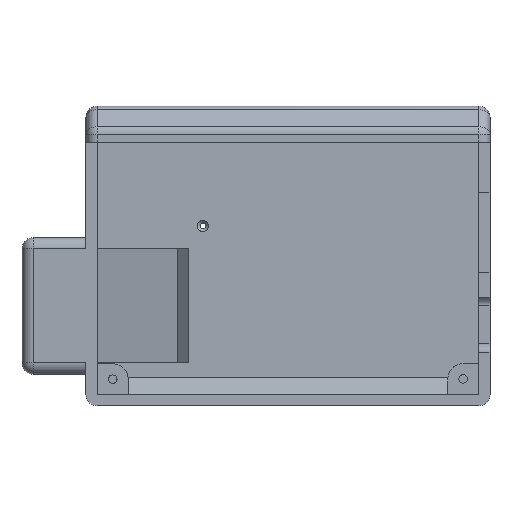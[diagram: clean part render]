
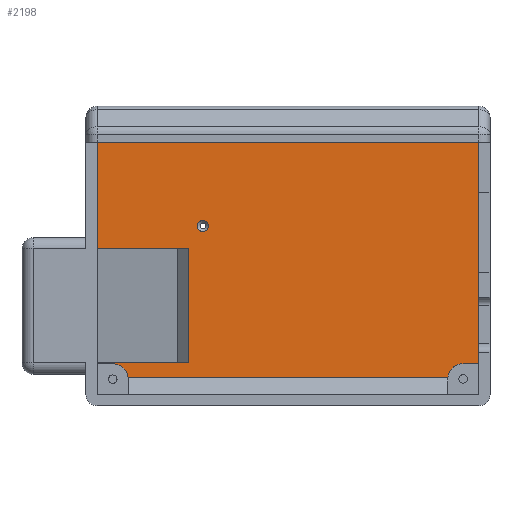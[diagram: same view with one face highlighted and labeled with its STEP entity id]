
A CAD part, front view. The second image highlights one B-rep face of the part: STEP entity #2198.
In plain terms, the highlighted planar face has unit normal (0, -1, 0).
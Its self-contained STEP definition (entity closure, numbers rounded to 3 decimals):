
#2098 = VERTEX_POINT('',#2099);
#2099 = CARTESIAN_POINT('',(11.799,22.05,-16.3));
#2105 = EDGE_CURVE('',#2106,#2098,#2108,.T.);
#2106 = VERTEX_POINT('',#2107);
#2107 = CARTESIAN_POINT('',(-4.2,22.05,-16.3));
#2108 = LINE('',#2109,#2110);
#2109 = CARTESIAN_POINT('',(-4.2,22.05,-16.3));
#2110 = VECTOR('',#2111,1.);
#2111 = DIRECTION('',(1.,0.,0.));
#2198 = ADVANCED_FACE('',(#2199,#2290),#2301,.F.);
#2199 = FACE_BOUND('',#2200,.F.);
#2200 = EDGE_LOOP('',(#2201,#2202,#2210,#2218,#2226,#2234,#2243,#2251,
    #2260,#2268,#2276,#2284));
#2201 = ORIENTED_EDGE('',*,*,#2105,.F.);
#2202 = ORIENTED_EDGE('',*,*,#2203,.F.);
#2203 = EDGE_CURVE('',#2204,#2106,#2206,.T.);
#2204 = VERTEX_POINT('',#2205);
#2205 = CARTESIAN_POINT('',(-4.2,22.05,3.7));
#2206 = LINE('',#2207,#2208);
#2207 = CARTESIAN_POINT('',(-4.2,22.05,6.7));
#2208 = VECTOR('',#2209,1.);
#2209 = DIRECTION('',(0.,0.,-1.));
#2210 = ORIENTED_EDGE('',*,*,#2211,.T.);
#2211 = EDGE_CURVE('',#2204,#2212,#2214,.T.);
#2212 = VERTEX_POINT('',#2213);
#2213 = CARTESIAN_POINT('',(62.62,22.05,3.7));
#2214 = LINE('',#2215,#2216);
#2215 = CARTESIAN_POINT('',(-4.2,22.05,3.7));
#2216 = VECTOR('',#2217,1.);
#2217 = DIRECTION('',(1.,0.,0.));
#2218 = ORIENTED_EDGE('',*,*,#2219,.T.);
#2219 = EDGE_CURVE('',#2212,#2220,#2222,.T.);
#2220 = VERTEX_POINT('',#2221);
#2221 = CARTESIAN_POINT('',(62.62,22.05,-36.4));
#2222 = LINE('',#2223,#2224);
#2223 = CARTESIAN_POINT('',(62.62,22.05,6.7));
#2224 = VECTOR('',#2225,1.);
#2225 = DIRECTION('',(0.,0.,-1.));
#2226 = ORIENTED_EDGE('',*,*,#2227,.T.);
#2227 = EDGE_CURVE('',#2220,#2228,#2230,.T.);
#2228 = VERTEX_POINT('',#2229);
#2229 = CARTESIAN_POINT('',(59.92,22.05,-36.4));
#2230 = LINE('',#2231,#2232);
#2231 = CARTESIAN_POINT('',(26.51,22.05,-36.4));
#2232 = VECTOR('',#2233,1.);
#2233 = DIRECTION('',(-1.,0.,0.));
#2234 = ORIENTED_EDGE('',*,*,#2235,.F.);
#2235 = EDGE_CURVE('',#2236,#2228,#2238,.T.);
#2236 = VERTEX_POINT('',#2237);
#2237 = CARTESIAN_POINT('',(57.237,22.05,-38.8));
#2238 = CIRCLE('',#2239,2.7);
#2239 = AXIS2_PLACEMENT_3D('',#2240,#2241,#2242);
#2240 = CARTESIAN_POINT('',(59.92,22.05,-39.1));
#2241 = DIRECTION('',(0.,1.,0.));
#2242 = DIRECTION('',(0.,0.,1.));
#2243 = ORIENTED_EDGE('',*,*,#2244,.F.);
#2244 = EDGE_CURVE('',#2245,#2236,#2247,.T.);
#2245 = VERTEX_POINT('',#2246);
#2246 = CARTESIAN_POINT('',(1.177,22.05,-38.8));
#2247 = LINE('',#2248,#2249);
#2248 = CARTESIAN_POINT('',(-4.2,22.05,-38.8));
#2249 = VECTOR('',#2250,1.);
#2250 = DIRECTION('',(1.,0.,0.));
#2251 = ORIENTED_EDGE('',*,*,#2252,.F.);
#2252 = EDGE_CURVE('',#2253,#2245,#2255,.T.);
#2253 = VERTEX_POINT('',#2254);
#2254 = CARTESIAN_POINT('',(-1.5,22.05,-36.45));
#2255 = CIRCLE('',#2256,2.7);
#2256 = AXIS2_PLACEMENT_3D('',#2257,#2258,#2259);
#2257 = CARTESIAN_POINT('',(-1.5,22.05,-39.15));
#2258 = DIRECTION('',(0.,1.,0.));
#2259 = DIRECTION('',(0.,0.,1.));
#2260 = ORIENTED_EDGE('',*,*,#2261,.F.);
#2261 = EDGE_CURVE('',#2262,#2253,#2264,.T.);
#2262 = VERTEX_POINT('',#2263);
#2263 = CARTESIAN_POINT('',(-4.2,22.05,-36.45));
#2264 = LINE('',#2265,#2266);
#2265 = CARTESIAN_POINT('',(-1.5,22.05,-36.45));
#2266 = VECTOR('',#2267,1.);
#2267 = DIRECTION('',(1.,0.,0.));
#2268 = ORIENTED_EDGE('',*,*,#2269,.F.);
#2269 = EDGE_CURVE('',#2270,#2262,#2272,.T.);
#2270 = VERTEX_POINT('',#2271);
#2271 = CARTESIAN_POINT('',(-4.2,22.05,-36.3));
#2272 = LINE('',#2273,#2274);
#2273 = CARTESIAN_POINT('',(-4.2,22.05,6.7));
#2274 = VECTOR('',#2275,1.);
#2275 = DIRECTION('',(0.,0.,-1.));
#2276 = ORIENTED_EDGE('',*,*,#2277,.T.);
#2277 = EDGE_CURVE('',#2270,#2278,#2280,.T.);
#2278 = VERTEX_POINT('',#2279);
#2279 = CARTESIAN_POINT('',(11.799,22.05,-36.3));
#2280 = LINE('',#2281,#2282);
#2281 = CARTESIAN_POINT('',(-4.15,22.05,-36.3));
#2282 = VECTOR('',#2283,1.);
#2283 = DIRECTION('',(1.,0.,0.));
#2284 = ORIENTED_EDGE('',*,*,#2285,.F.);
#2285 = EDGE_CURVE('',#2098,#2278,#2286,.T.);
#2286 = LINE('',#2287,#2288);
#2287 = CARTESIAN_POINT('',(11.799,22.05,-16.3));
#2288 = VECTOR('',#2289,1.);
#2289 = DIRECTION('',(0.,0.,-1.));
#2290 = FACE_BOUND('',#2291,.F.);
#2291 = EDGE_LOOP('',(#2292));
#2292 = ORIENTED_EDGE('',*,*,#2293,.F.);
#2293 = EDGE_CURVE('',#2294,#2294,#2296,.T.);
#2294 = VERTEX_POINT('',#2295);
#2295 = CARTESIAN_POINT('',(13.3,22.05,-12.3));
#2296 = CIRCLE('',#2297,1.);
#2297 = AXIS2_PLACEMENT_3D('',#2298,#2299,#2300);
#2298 = CARTESIAN_POINT('',(14.3,22.05,-12.3));
#2299 = DIRECTION('',(0.,1.,0.));
#2300 = DIRECTION('',(-1.,0.,0.));
#2301 = PLANE('',#2302);
#2302 = AXIS2_PLACEMENT_3D('',#2303,#2304,#2305);
#2303 = CARTESIAN_POINT('',(-4.2,22.05,6.7));
#2304 = DIRECTION('',(0.,1.,0.));
#2305 = DIRECTION('',(0.,0.,-1.));
